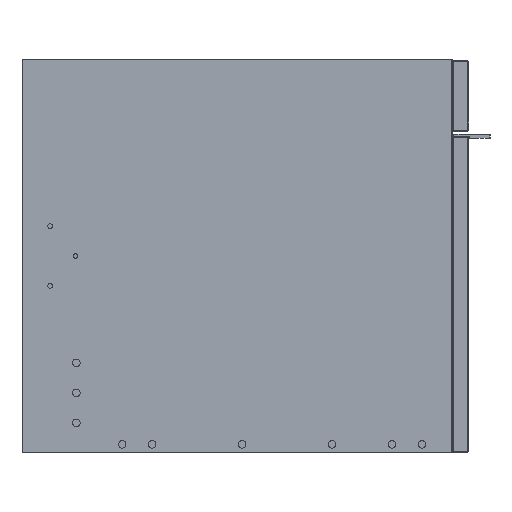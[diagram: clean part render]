
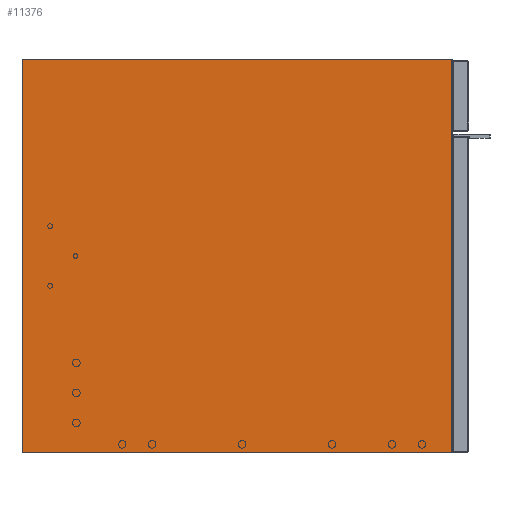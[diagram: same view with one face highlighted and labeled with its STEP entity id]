
A CAD part, left-side view. The second image highlights one B-rep face of the part: STEP entity #11376.
In plain terms, the highlighted planar face has unit normal (-1, 0, 0).
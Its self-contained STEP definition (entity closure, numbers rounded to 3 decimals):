
#10497=CARTESIAN_POINT('',(609.186,7908.417,0.));
#10498=VERTEX_POINT('',#10497);
#10505=CARTESIAN_POINT('',(609.186,8366.417,0.));
#10506=VERTEX_POINT('',#10505);
#10507=CARTESIAN_POINT('',(609.186,7908.417,0.));
#10508=DIRECTION('',(0.0,1.0,0.0));
#10509=VECTOR('',#10508,458.0);
#10510=LINE('',#10507,#10509);
#10511=EDGE_CURVE('',#10498,#10506,#10510,.T.);
#10561=CARTESIAN_POINT('',(609.186,7908.417,420.0));
#10562=VERTEX_POINT('',#10561);
#10569=CARTESIAN_POINT('',(609.186,7908.417,420.0));
#10570=DIRECTION('',(0.0,0.0,-1.0));
#10571=VECTOR('',#10570,420.);
#10572=LINE('',#10569,#10571);
#10573=EDGE_CURVE('',#10562,#10498,#10572,.T.);
#11258=CARTESIAN_POINT('',(609.186,8366.417,420.0));
#11259=VERTEX_POINT('',#11258);
#11266=CARTESIAN_POINT('',(609.186,8366.417,420.0));
#11267=DIRECTION('',(0.0,-1.0,0.0));
#11268=VECTOR('',#11267,458.);
#11269=LINE('',#11266,#11268);
#11270=EDGE_CURVE('',#11259,#10562,#11269,.T.);
#11289=CARTESIAN_POINT('',(609.186,8366.417,0.));
#11290=DIRECTION('',(0.0,0.0,1.0));
#11291=VECTOR('',#11290,420.);
#11292=LINE('',#11289,#11291);
#11293=EDGE_CURVE('',#10506,#11259,#11292,.T.);
#11365=CARTESIAN_POINT('',(609.186,8137.417,420.001));
#11366=DIRECTION('',(-1.0,0.0,0.0));
#11367=DIRECTION('',(0.0,0.0,1.0));
#11368=AXIS2_PLACEMENT_3D('',#11365,#11366,#11367);
#11369=PLANE('',#11368);
#11370=ORIENTED_EDGE('',*,*,#10573,.F.);
#11371=ORIENTED_EDGE('',*,*,#11270,.F.);
#11372=ORIENTED_EDGE('',*,*,#11293,.F.);
#11373=ORIENTED_EDGE('',*,*,#10511,.F.);
#11374=EDGE_LOOP('',(#11370,#11371,#11372,#11373));
#11375=FACE_OUTER_BOUND('',#11374,.T.);
#11376=ADVANCED_FACE('',(#11375),#11369,.T.);
